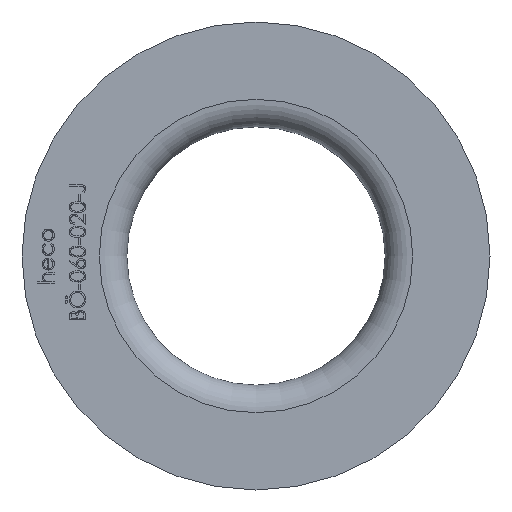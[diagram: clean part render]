
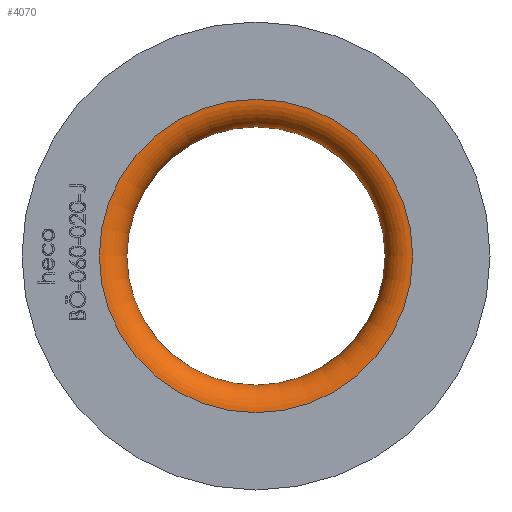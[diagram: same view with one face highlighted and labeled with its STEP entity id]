
A CAD part, left-side view. The second image highlights one B-rep face of the part: STEP entity #4070.
In plain terms, the highlighted toroidal (fillet/blend) face has major radius 34.15 mm and minor radius 6 mm.
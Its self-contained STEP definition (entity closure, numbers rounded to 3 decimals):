
#99 = AXIS2_PLACEMENT_3D ( 'NONE', #2443, #2446, #2445 ) ;
#478 = CIRCLE ( 'NONE', #99, 28.15 ) ;
#2443 = CARTESIAN_POINT ( 'NONE',  ( 6., 0., 0. ) ) ;
#2445 = DIRECTION ( 'NONE',  ( 0., 0., -1. ) ) ;
#2446 = DIRECTION ( 'NONE',  ( -1., 0., 0. ) ) ;
#2651 = EDGE_CURVE ( 'NONE', #6825, #6825, #10993, .T. ) ;
#2740 = AXIS2_PLACEMENT_3D ( 'NONE', #6641, #6220, #6351 ) ;
#2979 = EDGE_CURVE ( 'NONE', #6828, #6828, #478, .T. ) ;
#4070 = ADVANCED_FACE ( 'NONE', ( #15607, #15608 ), #15613, .T. ) ;
#6220 = DIRECTION ( 'NONE',  ( 1., 0., 0. ) ) ;
#6351 = DIRECTION ( 'NONE',  ( 0., 0., -1. ) ) ;
#6641 = CARTESIAN_POINT ( 'NONE',  ( 0., 0., 0. ) ) ;
#6825 = VERTEX_POINT ( 'NONE', #7137 ) ;
#6828 = VERTEX_POINT ( 'NONE', #7140 ) ;
#7137 = CARTESIAN_POINT ( 'NONE',  ( 0., 0., -34.15 ) ) ;
#7140 = CARTESIAN_POINT ( 'NONE',  ( 6., 0., -28.15 ) ) ;
#7260 = EDGE_LOOP ( 'NONE', ( #7646 ) ) ;
#7450 = EDGE_LOOP ( 'NONE', ( #7598 ) ) ;
#7598 = ORIENTED_EDGE ( 'NONE', *, *, #2979, .F. ) ;
#7646 = ORIENTED_EDGE ( 'NONE', *, *, #2651, .F. ) ;
#8480 = AXIS2_PLACEMENT_3D ( 'NONE', #14652, #14442, #14443 ) ;
#10993 = CIRCLE ( 'NONE', #2740, 34.15 ) ;
#14442 = DIRECTION ( 'NONE',  ( 1., 0., 0. ) ) ;
#14443 = DIRECTION ( 'NONE',  ( 0., 0., -1. ) ) ;
#14652 = CARTESIAN_POINT ( 'NONE',  ( 6., 0., 0. ) ) ;
#15607 = FACE_OUTER_BOUND ( 'NONE', #7260, .T. ) ;
#15608 = FACE_OUTER_BOUND ( 'NONE', #7450, .T. ) ;
#15613 = TOROIDAL_SURFACE ( 'NONE', #8480, 34.15, 6. ) ;
